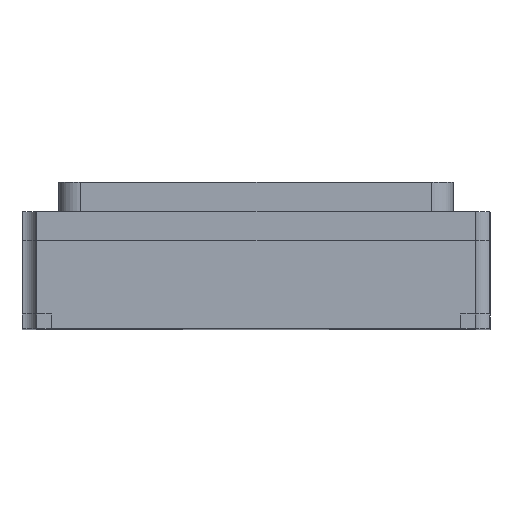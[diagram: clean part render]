
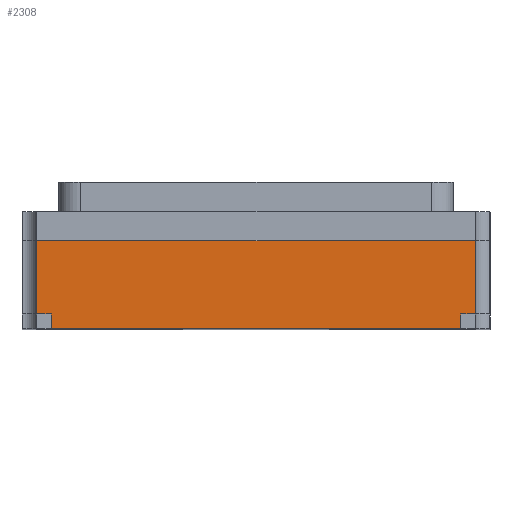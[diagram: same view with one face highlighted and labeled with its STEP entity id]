
A CAD part, top view. The second image highlights one B-rep face of the part: STEP entity #2308.
In plain terms, the highlighted face is planar.
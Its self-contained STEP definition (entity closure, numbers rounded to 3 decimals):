
#28 = CARTESIAN_POINT ( 'NONE',  ( -1., 0.05, -0.75 ) ) ;
#30 = AXIS2_PLACEMENT_3D ( 'NONE', #208, #3499, #555 ) ;
#38 = CARTESIAN_POINT ( 'NONE',  ( -1., 0.05, 0.7 ) ) ;
#52 = EDGE_CURVE ( 'NONE', #3345, #2486, #1111, .T. ) ;
#140 = EDGE_CURVE ( 'NONE', #2486, #2497, #2287, .T. ) ;
#145 = VERTEX_POINT ( 'NONE', #1345 ) ;
#151 = DIRECTION ( 'NONE',  ( 0., 0., 1. ) ) ;
#176 = CARTESIAN_POINT ( 'NONE',  ( -1., 0.4, -0.7 ) ) ;
#208 = CARTESIAN_POINT ( 'NONE',  ( -1., 0.4, 0. ) ) ;
#225 = LINE ( 'NONE', #571, #883 ) ;
#544 = CARTESIAN_POINT ( 'NONE',  ( -1., 0.05, 0. ) ) ;
#555 = DIRECTION ( 'NONE',  ( 0., 0., 1. ) ) ;
#571 = CARTESIAN_POINT ( 'NONE',  ( -1., 0., 0.75 ) ) ;
#614 = CARTESIAN_POINT ( 'NONE',  ( -1., 0., -0.7 ) ) ;
#753 = LINE ( 'NONE', #3736, #1341 ) ;
#868 = VECTOR ( 'NONE', #3847, 1000. ) ;
#883 = VECTOR ( 'NONE', #2335, 1000. ) ;
#923 = CARTESIAN_POINT ( 'NONE',  ( -1., 0., 0.7 ) ) ;
#976 = DIRECTION ( 'NONE',  ( 0., -1., 0. ) ) ;
#998 = VECTOR ( 'NONE', #151, 1000. ) ;
#1030 = ORIENTED_EDGE ( 'NONE', *, *, #52, .T. ) ;
#1100 = CARTESIAN_POINT ( 'NONE',  ( -1., 0.05, 0.75 ) ) ;
#1101 = EDGE_CURVE ( 'NONE', #2409, #2781, #225, .T. ) ;
#1111 = LINE ( 'NONE', #3146, #998 ) ;
#1152 = CARTESIAN_POINT ( 'NONE',  ( -1., 0.3, -0.8 ) ) ;
#1219 = EDGE_LOOP ( 'NONE', ( #1535, #3821, #3363, #3455, #3686, #1394, #1957, #1030 ) ) ;
#1341 = VECTOR ( 'NONE', #2299, 1000. ) ;
#1345 = CARTESIAN_POINT ( 'NONE',  ( -1., 0.3, -0.75 ) ) ;
#1394 = ORIENTED_EDGE ( 'NONE', *, *, #1722, .T. ) ;
#1437 = EDGE_CURVE ( 'NONE', #1633, #3345, #2853, .T. ) ;
#1470 = LINE ( 'NONE', #544, #868 ) ;
#1535 = ORIENTED_EDGE ( 'NONE', *, *, #140, .T. ) ;
#1614 = VECTOR ( 'NONE', #976, 1000. ) ;
#1633 = VERTEX_POINT ( 'NONE', #2609 ) ;
#1722 = EDGE_CURVE ( 'NONE', #3320, #1633, #753, .T. ) ;
#1884 = VECTOR ( 'NONE', #2896, 1000. ) ;
#1957 = ORIENTED_EDGE ( 'NONE', *, *, #1437, .T. ) ;
#2287 = LINE ( 'NONE', #3473, #2359 ) ;
#2299 = DIRECTION ( 'NONE',  ( 0., 0., 1. ) ) ;
#2308 = ADVANCED_FACE ( 'NONE', ( #2882 ), #3230, .T. ) ;
#2335 = DIRECTION ( 'NONE',  ( 0., 1., 0. ) ) ;
#2359 = VECTOR ( 'NONE', #3743, 1000. ) ;
#2409 = VERTEX_POINT ( 'NONE', #1100 ) ;
#2414 = LINE ( 'NONE', #3614, #1614 ) ;
#2486 = VERTEX_POINT ( 'NONE', #923 ) ;
#2497 = VERTEX_POINT ( 'NONE', #38 ) ;
#2609 = CARTESIAN_POINT ( 'NONE',  ( -1., 0.05, -0.7 ) ) ;
#2631 = VECTOR ( 'NONE', #3838, 1000. ) ;
#2781 = VERTEX_POINT ( 'NONE', #3514 ) ;
#2830 = EDGE_CURVE ( 'NONE', #145, #2781, #3822, .T. ) ;
#2853 = LINE ( 'NONE', #176, #1884 ) ;
#2882 = FACE_OUTER_BOUND ( 'NONE', #1219, .T. ) ;
#2896 = DIRECTION ( 'NONE',  ( 0., -1., 0. ) ) ;
#3146 = CARTESIAN_POINT ( 'NONE',  ( -1., 0., 0. ) ) ;
#3230 = PLANE ( 'NONE',  #30 ) ;
#3237 = EDGE_CURVE ( 'NONE', #2497, #2409, #1470, .T. ) ;
#3320 = VERTEX_POINT ( 'NONE', #28 ) ;
#3345 = VERTEX_POINT ( 'NONE', #614 ) ;
#3357 = EDGE_CURVE ( 'NONE', #145, #3320, #2414, .T. ) ;
#3363 = ORIENTED_EDGE ( 'NONE', *, *, #1101, .T. ) ;
#3455 = ORIENTED_EDGE ( 'NONE', *, *, #2830, .F. ) ;
#3473 = CARTESIAN_POINT ( 'NONE',  ( -1., 0.4, 0.7 ) ) ;
#3499 = DIRECTION ( 'NONE',  ( -1., 0., 0. ) ) ;
#3514 = CARTESIAN_POINT ( 'NONE',  ( -1., 0.3, 0.75 ) ) ;
#3614 = CARTESIAN_POINT ( 'NONE',  ( -1., 0.4, -0.75 ) ) ;
#3686 = ORIENTED_EDGE ( 'NONE', *, *, #3357, .T. ) ;
#3736 = CARTESIAN_POINT ( 'NONE',  ( -1., 0.05, 0. ) ) ;
#3743 = DIRECTION ( 'NONE',  ( 0., 1., 0. ) ) ;
#3821 = ORIENTED_EDGE ( 'NONE', *, *, #3237, .T. ) ;
#3822 = LINE ( 'NONE', #1152, #2631 ) ;
#3838 = DIRECTION ( 'NONE',  ( 0., 0., 1. ) ) ;
#3847 = DIRECTION ( 'NONE',  ( 0., 0., 1. ) ) ;
